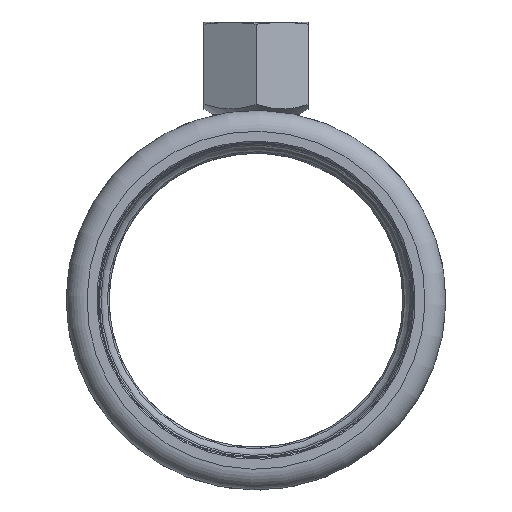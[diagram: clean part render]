
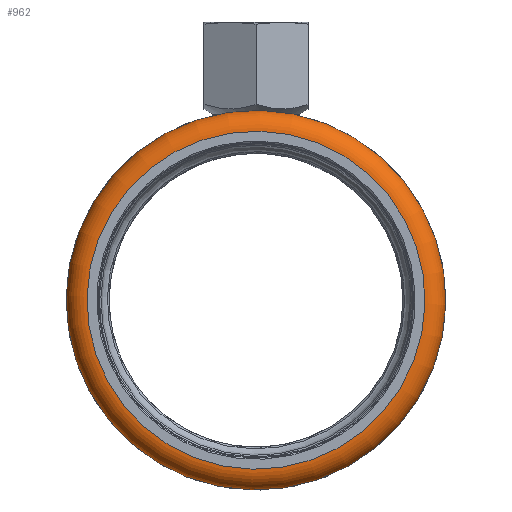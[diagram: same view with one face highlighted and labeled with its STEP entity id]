
A CAD part, left-side view. The second image highlights one B-rep face of the part: STEP entity #962.
In plain terms, the highlighted toroidal (fillet/blend) face has major radius 48.75 mm and minor radius 6 mm.
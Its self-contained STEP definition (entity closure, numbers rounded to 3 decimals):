
#63=TOROIDAL_SURFACE('',#1076,48.75,6.);
#179=CIRCLE('',#1075,53.346);
#180=CIRCLE('',#1077,48.75);
#181=CIRCLE('',#1078,6.);
#256=FACE_OUTER_BOUND('',#320,.T.);
#320=EDGE_LOOP('',(#709,#710,#711,#712));
#413=VERTEX_POINT('',#2983);
#414=VERTEX_POINT('',#2987);
#518=EDGE_CURVE('',#413,#413,#179,.T.);
#520=EDGE_CURVE('',#414,#414,#180,.T.);
#521=EDGE_CURVE('',#414,#413,#181,.T.);
#709=ORIENTED_EDGE('',*,*,#520,.F.);
#710=ORIENTED_EDGE('',*,*,#521,.T.);
#711=ORIENTED_EDGE('',*,*,#518,.T.);
#712=ORIENTED_EDGE('',*,*,#521,.F.);
#962=ADVANCED_FACE('',(#256),#63,.T.);
#1075=AXIS2_PLACEMENT_3D('',#2984,#1270,#1271);
#1076=AXIS2_PLACEMENT_3D('',#2986,#1273,#1274);
#1077=AXIS2_PLACEMENT_3D('',#2988,#1275,#1276);
#1078=AXIS2_PLACEMENT_3D('',#2989,#1277,#1278);
#1270=DIRECTION('center_axis',(-1.,0.,0.));
#1271=DIRECTION('ref_axis',(0.,1.,0.));
#1273=DIRECTION('center_axis',(-1.,0.,0.));
#1274=DIRECTION('ref_axis',(0.,0.878,-0.479));
#1275=DIRECTION('center_axis',(-1.,0.,0.));
#1276=DIRECTION('ref_axis',(0.,1.,0.));
#1277=DIRECTION('center_axis',(0.,0.479,0.878));
#1278=DIRECTION('ref_axis',(0.,-0.878,0.479));
#2983=CARTESIAN_POINT('',(-120.143,-46.816,25.576));
#2984=CARTESIAN_POINT('Origin',(-120.143,0.,0.));
#2986=CARTESIAN_POINT('Origin',(-124.,0.,0.));
#2987=CARTESIAN_POINT('',(-130.,-42.782,23.372));
#2988=CARTESIAN_POINT('Origin',(-130.,0.,0.));
#2989=CARTESIAN_POINT('Origin',(-124.,-42.782,23.372));
